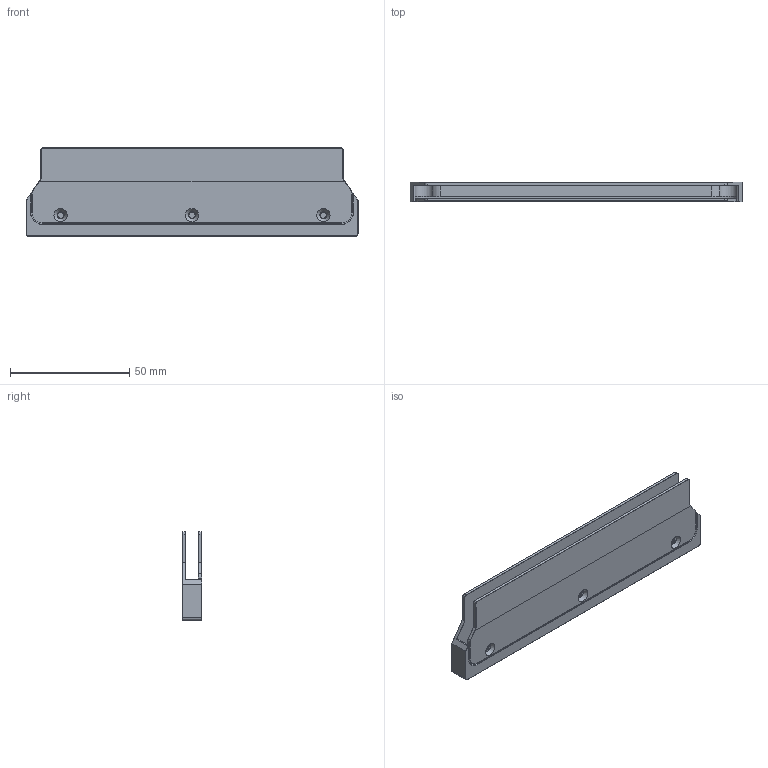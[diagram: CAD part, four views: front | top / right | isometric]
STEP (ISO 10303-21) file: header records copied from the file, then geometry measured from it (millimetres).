
FILE_DESCRIPTION(/* description */ ('','CAx-IF Rec.Pracs.---Representation and Presentation of Product Manufacturing Information (PMI)---4.0---2014-10-13'),/* implementation_level */ '2;1');
FILE_NAME(/* name */ 'DISSIPADOR GTBR-V1_11-12-2024.step',/* time_stamp */ '2024-12-11T16:38:17-03:00',/* author */ (''),/* organization */ (''),/* preprocessor_version */ 'ST-DEVELOPER v20',/* originating_system */ 'Autodesk Translation Framework v13.20.0.188',/* authorisation */ '');
FILE_SCHEMA (('AP242_MANAGED_MODEL_BASED_3D_ENGINEERING_MIM_LF { 1 0 10303 442 1 1 4 }'));
Length unit declared in the file: millimetre
Products named in the file (1): DISSIPADOR GTBR
Bounding box: 139 x 8.3 x 37 mm (x, y, z)
Volume: 22029.1 mm3; surface area: 21512.9 mm2
Topology: 2 solids, 2 shells, 315 faces, 844 edges, 540 vertices
Faces by surface type: cylinder 227, plane 43, torus 24, bspline 14, sphere 4, cone 3
Full cylindrical faces by diameter (mm): 2.671 x34, 3.07 x25
Entity records: 19621 total; most frequent: CARTESIAN_POINT 12298, ORIENTED_EDGE 1688, DIRECTION 1276, EDGE_CURVE 844, VERTEX_POINT 540, AXIS2_PLACEMENT_3D 478, B_SPLINE_CURVE_WITH_KNOTS 348, EDGE_LOOP 328
